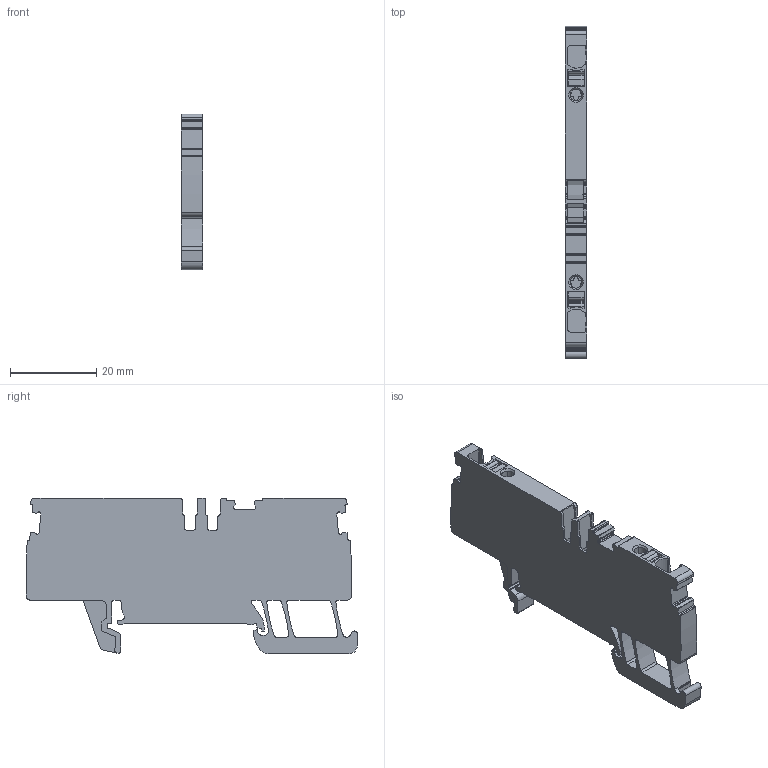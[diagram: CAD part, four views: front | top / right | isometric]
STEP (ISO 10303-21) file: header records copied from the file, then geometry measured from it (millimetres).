
FILE_DESCRIPTION(('CATIA V5R24 STEP','CAx-IF Rec.Pracs.--- Model Styling and Organization---1.2---2011-12-15'),'2;1');
FILE_NAME ('8556104_2', '2017-06-13T07:28:10+00:00', ('Weidmueller Interface'), ('Weidmueller'), 'CATIA Version 5-6 Release 2014 SP4 HF52', 'CATIA V5 STEP AP214', 'none');
FILE_SCHEMA(('AUTOMOTIVE_DESIGN { 1 0 10303 214 1 1 1 1 }'));
Length unit declared in the file: millimetre
Products named in the file (1): 1989910000_A2C_2-5-DT-FS_BL
Bounding box: 5.1 x 77.04 x 36.15 mm (x, y, z)
Volume: 9562.2 mm3; surface area: 6837 mm2
Topology: 3 solids, 3 shells, 457 faces, 1345 edges, 900 vertices
Faces by surface type: plane 210, cylinder 207, extrusion 36, cone 4
Entity records: 15765 total; most frequent: CARTESIAN_POINT 3524, ORIENTED_EDGE 2690, DIRECTION 1996, EDGE_CURVE 1345, VERTEX_POINT 900, VECTOR 874, LINE 838, AXIS2_PLACEMENT_3D 769
